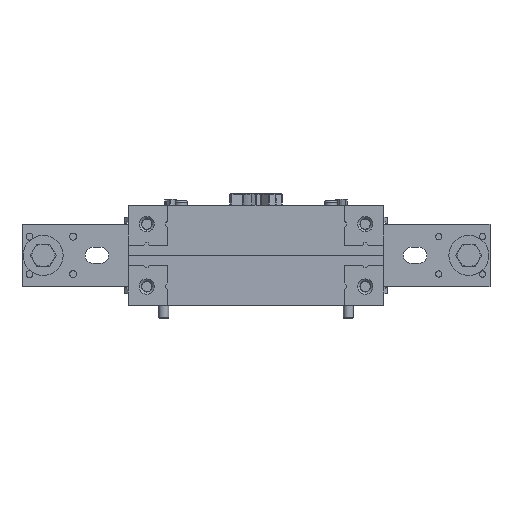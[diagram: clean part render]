
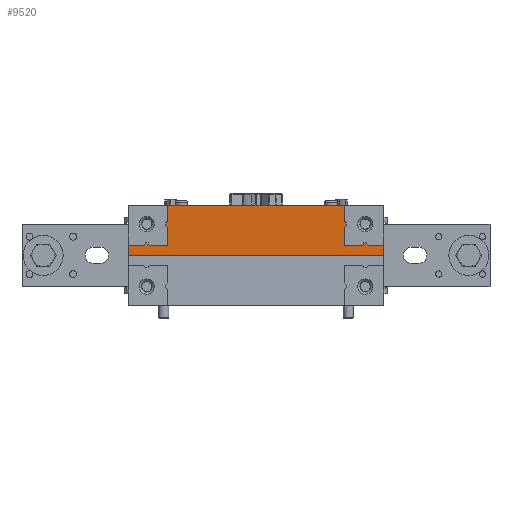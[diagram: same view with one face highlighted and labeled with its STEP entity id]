
A CAD part, front view. The second image highlights one B-rep face of the part: STEP entity #9520.
In plain terms, the highlighted planar face has unit normal (0, -1, -0.004).
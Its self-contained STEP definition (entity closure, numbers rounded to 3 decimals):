
#1529=FACE_OUTER_BOUND('',#11816,.T.);
#3615=LINE('',#44851,#6550);
#3682=LINE('',#45447,#6617);
#3683=LINE('',#45449,#6618);
#3684=LINE('',#45451,#6619);
#3685=LINE('',#45453,#6620);
#3686=LINE('',#45455,#6621);
#3687=LINE('',#45457,#6622);
#3688=LINE('',#45459,#6623);
#3689=LINE('',#45461,#6624);
#3690=LINE('',#45463,#6625);
#3691=LINE('',#45465,#6626);
#3692=LINE('',#45467,#6627);
#3693=LINE('',#45469,#6628);
#3694=LINE('',#45471,#6629);
#3695=LINE('',#45473,#6630);
#3696=LINE('',#45475,#6631);
#3697=LINE('',#45477,#6632);
#3698=LINE('',#45479,#6633);
#3699=LINE('',#45481,#6634);
#3700=LINE('',#45483,#6635);
#3701=LINE('',#45485,#6636);
#3702=LINE('',#45487,#6637);
#3703=LINE('',#45489,#6638);
#3704=LINE('',#45491,#6639);
#6550=VECTOR('',#34948,1.);
#6617=VECTOR('',#35053,1.);
#6618=VECTOR('',#35056,1.);
#6619=VECTOR('',#35057,1.);
#6620=VECTOR('',#35058,1.);
#6621=VECTOR('',#35059,1.);
#6622=VECTOR('',#35060,1.);
#6623=VECTOR('',#35061,1.);
#6624=VECTOR('',#35062,1.);
#6625=VECTOR('',#35063,1.);
#6626=VECTOR('',#35064,1.);
#6627=VECTOR('',#35065,1.);
#6628=VECTOR('',#35066,1.);
#6629=VECTOR('',#35067,1.);
#6630=VECTOR('',#35068,1.);
#6631=VECTOR('',#35069,1.);
#6632=VECTOR('',#35070,1.);
#6633=VECTOR('',#35071,1.);
#6634=VECTOR('',#35072,1.);
#6635=VECTOR('',#35073,1.);
#6636=VECTOR('',#35074,1.);
#6637=VECTOR('',#35075,1.);
#6638=VECTOR('',#35076,1.);
#6639=VECTOR('',#35077,1.);
#9520=ADVANCED_FACE('',(#1529),#10743,.F.);
#10743=PLANE('',#30622);
#11816=EDGE_LOOP('',(#15250,#15251,#15252,#15253,#15254,#15255,#15256,#15257,
#15258,#15259,#15260,#15261,#15262,#15263,#15264,#15265,#15266,#15267,#15268,
#15269,#15270,#15271,#15272,#15273));
#15250=ORIENTED_EDGE('',*,*,#25503,.T.);
#15251=ORIENTED_EDGE('',*,*,#25504,.T.);
#15252=ORIENTED_EDGE('',*,*,#25505,.F.);
#15253=ORIENTED_EDGE('',*,*,#25506,.T.);
#15254=ORIENTED_EDGE('',*,*,#25507,.F.);
#15255=ORIENTED_EDGE('',*,*,#25508,.T.);
#15256=ORIENTED_EDGE('',*,*,#25509,.T.);
#15257=ORIENTED_EDGE('',*,*,#25510,.T.);
#15258=ORIENTED_EDGE('',*,*,#25511,.T.);
#15259=ORIENTED_EDGE('',*,*,#25512,.T.);
#15260=ORIENTED_EDGE('',*,*,#25513,.F.);
#15261=ORIENTED_EDGE('',*,*,#25514,.F.);
#15262=ORIENTED_EDGE('',*,*,#25515,.T.);
#15263=ORIENTED_EDGE('',*,*,#25516,.F.);
#15264=ORIENTED_EDGE('',*,*,#25517,.T.);
#15265=ORIENTED_EDGE('',*,*,#25518,.F.);
#15266=ORIENTED_EDGE('',*,*,#25519,.F.);
#15267=ORIENTED_EDGE('',*,*,#25520,.T.);
#15268=ORIENTED_EDGE('',*,*,#25521,.F.);
#15269=ORIENTED_EDGE('',*,*,#25522,.T.);
#15270=ORIENTED_EDGE('',*,*,#25523,.T.);
#15271=ORIENTED_EDGE('',*,*,#25524,.T.);
#15272=ORIENTED_EDGE('',*,*,#25415,.F.);
#15273=ORIENTED_EDGE('',*,*,#25502,.F.);
#21624=VERTEX_POINT('',#44850);
#21625=VERTEX_POINT('',#44852);
#21704=VERTEX_POINT('',#45446);
#21705=VERTEX_POINT('',#45450);
#21706=VERTEX_POINT('',#45452);
#21707=VERTEX_POINT('',#45454);
#21708=VERTEX_POINT('',#45456);
#21709=VERTEX_POINT('',#45458);
#21710=VERTEX_POINT('',#45460);
#21711=VERTEX_POINT('',#45462);
#21712=VERTEX_POINT('',#45464);
#21713=VERTEX_POINT('',#45466);
#21714=VERTEX_POINT('',#45468);
#21715=VERTEX_POINT('',#45470);
#21716=VERTEX_POINT('',#45472);
#21717=VERTEX_POINT('',#45474);
#21718=VERTEX_POINT('',#45476);
#21719=VERTEX_POINT('',#45478);
#21720=VERTEX_POINT('',#45480);
#21721=VERTEX_POINT('',#45482);
#21722=VERTEX_POINT('',#45484);
#21723=VERTEX_POINT('',#45486);
#21724=VERTEX_POINT('',#45488);
#21725=VERTEX_POINT('',#45490);
#25415=EDGE_CURVE('',#21624,#21625,#3615,.T.);
#25502=EDGE_CURVE('',#21704,#21624,#3682,.T.);
#25503=EDGE_CURVE('',#21704,#21705,#3683,.T.);
#25504=EDGE_CURVE('',#21705,#21706,#3684,.T.);
#25505=EDGE_CURVE('',#21707,#21706,#3685,.T.);
#25506=EDGE_CURVE('',#21707,#21708,#3686,.T.);
#25507=EDGE_CURVE('',#21709,#21708,#3687,.T.);
#25508=EDGE_CURVE('',#21709,#21710,#3688,.T.);
#25509=EDGE_CURVE('',#21710,#21711,#3689,.T.);
#25510=EDGE_CURVE('',#21711,#21712,#3690,.T.);
#25511=EDGE_CURVE('',#21712,#21713,#3691,.T.);
#25512=EDGE_CURVE('',#21713,#21714,#3692,.T.);
#25513=EDGE_CURVE('',#21715,#21714,#3693,.T.);
#25514=EDGE_CURVE('',#21716,#21715,#3694,.T.);
#25515=EDGE_CURVE('',#21716,#21717,#3695,.T.);
#25516=EDGE_CURVE('',#21718,#21717,#3696,.T.);
#25517=EDGE_CURVE('',#21718,#21719,#3697,.T.);
#25518=EDGE_CURVE('',#21720,#21719,#3698,.T.);
#25519=EDGE_CURVE('',#21721,#21720,#3699,.T.);
#25520=EDGE_CURVE('',#21721,#21722,#3700,.T.);
#25521=EDGE_CURVE('',#21723,#21722,#3701,.T.);
#25522=EDGE_CURVE('',#21723,#21724,#3702,.T.);
#25523=EDGE_CURVE('',#21724,#21725,#3703,.T.);
#25524=EDGE_CURVE('',#21725,#21625,#3704,.T.);
#30622=AXIS2_PLACEMENT_3D('',#45492,#35078,#35079);
#34948=DIRECTION('',(-1.,0.,0.));
#35053=DIRECTION('',(0.,0.004,-1.));
#35056=DIRECTION('',(-1.,0.,0.));
#35057=DIRECTION('',(-0.574,-0.004,0.819));
#35058=DIRECTION('',(1.,0.,0.));
#35059=DIRECTION('',(-0.574,0.004,-0.819));
#35060=DIRECTION('',(1.,0.,0.));
#35061=DIRECTION('',(0.,-0.004,1.));
#35062=DIRECTION('',(0.819,-0.003,0.574));
#35063=DIRECTION('',(0.,-0.004,1.));
#35064=DIRECTION('',(-0.819,-0.003,0.574));
#35065=DIRECTION('',(0.,-0.004,1.));
#35066=DIRECTION('',(1.,0.,0.));
#35067=DIRECTION('',(0.,-0.004,1.));
#35068=DIRECTION('',(-0.819,0.003,-0.574));
#35069=DIRECTION('',(0.,-0.004,1.));
#35070=DIRECTION('',(0.819,0.003,-0.574));
#35071=DIRECTION('',(0.,-0.004,1.));
#35072=DIRECTION('',(1.,0.,0.));
#35073=DIRECTION('',(-0.574,-0.004,0.819));
#35074=DIRECTION('',(1.,0.,0.));
#35075=DIRECTION('',(-0.574,0.004,-0.819));
#35076=DIRECTION('',(-1.,0.,0.));
#35077=DIRECTION('',(0.,0.004,-1.));
#35078=DIRECTION('',(0.,1.,0.004));
#35079=DIRECTION('',(-1.,0.,0.));
#44850=CARTESIAN_POINT('',(102.366,-55.975,32.5));
#44851=CARTESIAN_POINT('',(102.366,-55.975,32.5));
#44852=CARTESIAN_POINT('',(-102.366,-55.975,32.5));
#45446=CARTESIAN_POINT('',(102.366,-56.011,40.55));
#45447=CARTESIAN_POINT('',(102.366,-56.011,40.55));
#45449=CARTESIAN_POINT('',(102.366,-56.011,40.55));
#45450=CARTESIAN_POINT('',(89.819,-56.011,40.55));
#45451=CARTESIAN_POINT('',(89.819,-56.011,40.55));
#45452=CARTESIAN_POINT('',(88.523,-56.019,42.4));
#45453=CARTESIAN_POINT('',(86.477,-56.019,42.4));
#45454=CARTESIAN_POINT('',(86.477,-56.019,42.4));
#45455=CARTESIAN_POINT('',(86.477,-56.019,42.4));
#45456=CARTESIAN_POINT('',(85.181,-56.011,40.55));
#45457=CARTESIAN_POINT('',(70.55,-56.011,40.55));
#45458=CARTESIAN_POINT('',(70.55,-56.011,40.55));
#45459=CARTESIAN_POINT('',(70.55,-56.074,55.181));
#45460=CARTESIAN_POINT('',(70.55,-56.074,55.181));
#45461=CARTESIAN_POINT('',(70.55,-56.074,55.181));
#45462=CARTESIAN_POINT('',(72.4,-56.08,56.477));
#45463=CARTESIAN_POINT('',(72.4,-56.08,56.477));
#45464=CARTESIAN_POINT('',(72.4,-56.089,58.523));
#45465=CARTESIAN_POINT('',(72.4,-56.089,58.523));
#45466=CARTESIAN_POINT('',(70.55,-56.095,59.819));
#45467=CARTESIAN_POINT('',(70.55,-56.15,72.5));
#45468=CARTESIAN_POINT('',(70.55,-56.15,72.5));
#45469=CARTESIAN_POINT('',(-70.55,-56.15,72.5));
#45470=CARTESIAN_POINT('',(-70.55,-56.15,72.5));
#45471=CARTESIAN_POINT('',(-70.55,-56.095,59.819));
#45472=CARTESIAN_POINT('',(-70.55,-56.095,59.819));
#45473=CARTESIAN_POINT('',(-70.55,-56.095,59.819));
#45474=CARTESIAN_POINT('',(-72.4,-56.089,58.523));
#45475=CARTESIAN_POINT('',(-72.4,-56.08,56.477));
#45476=CARTESIAN_POINT('',(-72.4,-56.08,56.477));
#45477=CARTESIAN_POINT('',(-72.4,-56.08,56.477));
#45478=CARTESIAN_POINT('',(-70.55,-56.074,55.181));
#45479=CARTESIAN_POINT('',(-70.55,-56.011,40.55));
#45480=CARTESIAN_POINT('',(-70.55,-56.011,40.55));
#45481=CARTESIAN_POINT('',(-85.181,-56.011,40.55));
#45482=CARTESIAN_POINT('',(-85.181,-56.011,40.55));
#45483=CARTESIAN_POINT('',(-85.181,-56.011,40.55));
#45484=CARTESIAN_POINT('',(-86.477,-56.019,42.4));
#45485=CARTESIAN_POINT('',(-88.523,-56.019,42.4));
#45486=CARTESIAN_POINT('',(-88.523,-56.019,42.4));
#45487=CARTESIAN_POINT('',(-88.523,-56.019,42.4));
#45488=CARTESIAN_POINT('',(-89.819,-56.011,40.55));
#45489=CARTESIAN_POINT('',(-89.819,-56.011,40.55));
#45490=CARTESIAN_POINT('',(-102.366,-56.011,40.55));
#45491=CARTESIAN_POINT('',(-102.366,-56.011,40.55));
#45492=CARTESIAN_POINT('',(103.7,-56.15,72.5));
